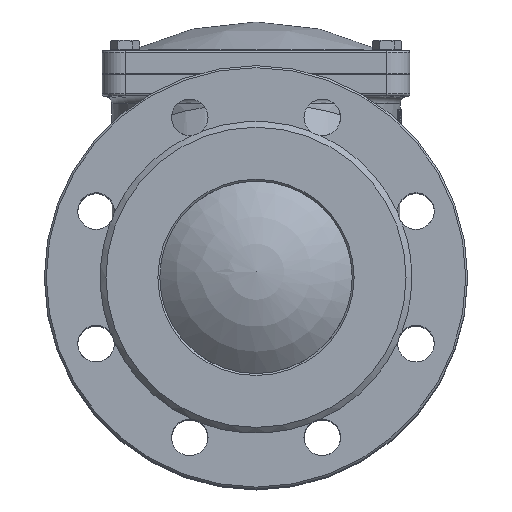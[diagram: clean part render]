
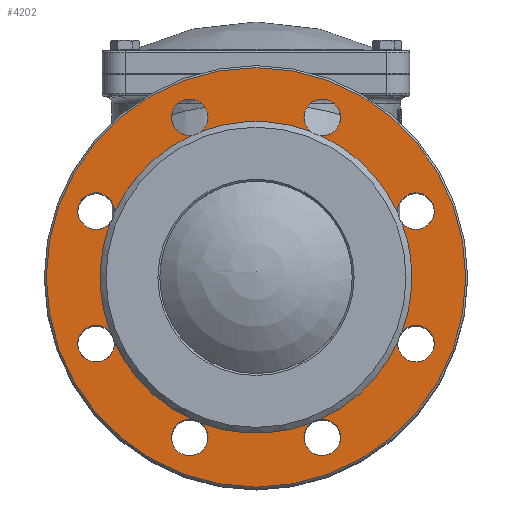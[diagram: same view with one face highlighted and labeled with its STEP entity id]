
A CAD part, top view. The second image highlights one B-rep face of the part: STEP entity #4202.
In plain terms, the highlighted planar face has unit normal (0, 0, 1).
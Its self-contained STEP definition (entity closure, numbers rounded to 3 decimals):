
#267=FACE_BOUND('',#1284,.T.);
#328=PLANE('',#4724);
#1014=FACE_OUTER_BOUND('',#1283,.T.);
#1283=EDGE_LOOP('',(#3635));
#1284=EDGE_LOOP('',(#3636,#3637,#3638,#3639,#3640,#3641,#3642,#3643,#3644,
#3645,#3646,#3647,#3648,#3649,#3650,#3651,#3652,#3653,#3654,#3655,#3656,
#3657,#3658,#3659,#3660));
#1557=CIRCLE('',#4723,109.);
#1558=CIRCLE('',#4725,81.);
#1559=CIRCLE('',#4726,9.5);
#1560=CIRCLE('',#4727,9.5);
#1561=CIRCLE('',#4728,81.);
#1562=CIRCLE('',#4729,9.5);
#1563=CIRCLE('',#4730,9.5);
#1564=CIRCLE('',#4731,81.);
#1565=CIRCLE('',#4732,9.5);
#1566=CIRCLE('',#4733,9.5);
#1567=CIRCLE('',#4734,81.);
#1568=CIRCLE('',#4735,9.5);
#1569=CIRCLE('',#4736,9.5);
#1570=CIRCLE('',#4737,81.);
#1571=CIRCLE('',#4738,9.5);
#1572=CIRCLE('',#4739,9.5);
#1573=CIRCLE('',#4740,81.);
#1574=CIRCLE('',#4741,81.);
#1575=CIRCLE('',#4742,9.5);
#1576=CIRCLE('',#4743,9.5);
#1577=CIRCLE('',#4744,81.);
#1578=CIRCLE('',#4745,9.5);
#1579=CIRCLE('',#4746,9.5);
#1580=CIRCLE('',#4747,81.);
#1581=CIRCLE('',#4748,9.5);
#1582=CIRCLE('',#4749,9.5);
#1934=VERTEX_POINT('',#8758);
#1935=VERTEX_POINT('',#8762);
#1936=VERTEX_POINT('',#8763);
#1937=VERTEX_POINT('',#8765);
#1938=VERTEX_POINT('',#8767);
#1939=VERTEX_POINT('',#8769);
#1940=VERTEX_POINT('',#8771);
#1941=VERTEX_POINT('',#8773);
#1942=VERTEX_POINT('',#8775);
#1943=VERTEX_POINT('',#8777);
#1944=VERTEX_POINT('',#8779);
#1945=VERTEX_POINT('',#8781);
#1946=VERTEX_POINT('',#8783);
#1947=VERTEX_POINT('',#8785);
#1948=VERTEX_POINT('',#8787);
#1949=VERTEX_POINT('',#8789);
#1950=VERTEX_POINT('',#8791);
#1951=VERTEX_POINT('',#8793);
#1952=VERTEX_POINT('',#8795);
#1953=VERTEX_POINT('',#8797);
#1954=VERTEX_POINT('',#8799);
#1955=VERTEX_POINT('',#8801);
#1956=VERTEX_POINT('',#8803);
#1957=VERTEX_POINT('',#8805);
#1958=VERTEX_POINT('',#8807);
#1959=VERTEX_POINT('',#8809);
#2510=EDGE_CURVE('',#1934,#1934,#1557,.T.);
#2511=EDGE_CURVE('',#1935,#1936,#1558,.T.);
#2512=EDGE_CURVE('',#1937,#1935,#1559,.T.);
#2513=EDGE_CURVE('',#1938,#1937,#1560,.T.);
#2514=EDGE_CURVE('',#1939,#1938,#1561,.T.);
#2515=EDGE_CURVE('',#1940,#1939,#1562,.T.);
#2516=EDGE_CURVE('',#1941,#1940,#1563,.T.);
#2517=EDGE_CURVE('',#1942,#1941,#1564,.T.);
#2518=EDGE_CURVE('',#1943,#1942,#1565,.T.);
#2519=EDGE_CURVE('',#1944,#1943,#1566,.T.);
#2520=EDGE_CURVE('',#1945,#1944,#1567,.T.);
#2521=EDGE_CURVE('',#1946,#1945,#1568,.T.);
#2522=EDGE_CURVE('',#1947,#1946,#1569,.T.);
#2523=EDGE_CURVE('',#1948,#1947,#1570,.T.);
#2524=EDGE_CURVE('',#1949,#1948,#1571,.T.);
#2525=EDGE_CURVE('',#1950,#1949,#1572,.T.);
#2526=EDGE_CURVE('',#1951,#1950,#1573,.T.);
#2527=EDGE_CURVE('',#1952,#1951,#1574,.T.);
#2528=EDGE_CURVE('',#1953,#1952,#1575,.T.);
#2529=EDGE_CURVE('',#1954,#1953,#1576,.T.);
#2530=EDGE_CURVE('',#1955,#1954,#1577,.T.);
#2531=EDGE_CURVE('',#1956,#1955,#1578,.T.);
#2532=EDGE_CURVE('',#1957,#1956,#1579,.T.);
#2533=EDGE_CURVE('',#1958,#1957,#1580,.T.);
#2534=EDGE_CURVE('',#1959,#1958,#1581,.T.);
#2535=EDGE_CURVE('',#1936,#1959,#1582,.T.);
#3635=ORIENTED_EDGE('',*,*,#2510,.F.);
#3636=ORIENTED_EDGE('',*,*,#2511,.F.);
#3637=ORIENTED_EDGE('',*,*,#2512,.F.);
#3638=ORIENTED_EDGE('',*,*,#2513,.F.);
#3639=ORIENTED_EDGE('',*,*,#2514,.F.);
#3640=ORIENTED_EDGE('',*,*,#2515,.F.);
#3641=ORIENTED_EDGE('',*,*,#2516,.F.);
#3642=ORIENTED_EDGE('',*,*,#2517,.F.);
#3643=ORIENTED_EDGE('',*,*,#2518,.F.);
#3644=ORIENTED_EDGE('',*,*,#2519,.F.);
#3645=ORIENTED_EDGE('',*,*,#2520,.F.);
#3646=ORIENTED_EDGE('',*,*,#2521,.F.);
#3647=ORIENTED_EDGE('',*,*,#2522,.F.);
#3648=ORIENTED_EDGE('',*,*,#2523,.F.);
#3649=ORIENTED_EDGE('',*,*,#2524,.F.);
#3650=ORIENTED_EDGE('',*,*,#2525,.F.);
#3651=ORIENTED_EDGE('',*,*,#2526,.F.);
#3652=ORIENTED_EDGE('',*,*,#2527,.F.);
#3653=ORIENTED_EDGE('',*,*,#2528,.F.);
#3654=ORIENTED_EDGE('',*,*,#2529,.F.);
#3655=ORIENTED_EDGE('',*,*,#2530,.F.);
#3656=ORIENTED_EDGE('',*,*,#2531,.F.);
#3657=ORIENTED_EDGE('',*,*,#2532,.F.);
#3658=ORIENTED_EDGE('',*,*,#2533,.F.);
#3659=ORIENTED_EDGE('',*,*,#2534,.F.);
#3660=ORIENTED_EDGE('',*,*,#2535,.F.);
#4202=ADVANCED_FACE('',(#1014,#267),#328,.F.);
#4723=AXIS2_PLACEMENT_3D('',#8760,#5806,#5807);
#4724=AXIS2_PLACEMENT_3D('',#8761,#5808,#5809);
#4725=AXIS2_PLACEMENT_3D('',#8764,#5810,#5811);
#4726=AXIS2_PLACEMENT_3D('',#8766,#5812,#5813);
#4727=AXIS2_PLACEMENT_3D('',#8768,#5814,#5815);
#4728=AXIS2_PLACEMENT_3D('',#8770,#5816,#5817);
#4729=AXIS2_PLACEMENT_3D('',#8772,#5818,#5819);
#4730=AXIS2_PLACEMENT_3D('',#8774,#5820,#5821);
#4731=AXIS2_PLACEMENT_3D('',#8776,#5822,#5823);
#4732=AXIS2_PLACEMENT_3D('',#8778,#5824,#5825);
#4733=AXIS2_PLACEMENT_3D('',#8780,#5826,#5827);
#4734=AXIS2_PLACEMENT_3D('',#8782,#5828,#5829);
#4735=AXIS2_PLACEMENT_3D('',#8784,#5830,#5831);
#4736=AXIS2_PLACEMENT_3D('',#8786,#5832,#5833);
#4737=AXIS2_PLACEMENT_3D('',#8788,#5834,#5835);
#4738=AXIS2_PLACEMENT_3D('',#8790,#5836,#5837);
#4739=AXIS2_PLACEMENT_3D('',#8792,#5838,#5839);
#4740=AXIS2_PLACEMENT_3D('',#8794,#5840,#5841);
#4741=AXIS2_PLACEMENT_3D('',#8796,#5842,#5843);
#4742=AXIS2_PLACEMENT_3D('',#8798,#5844,#5845);
#4743=AXIS2_PLACEMENT_3D('',#8800,#5846,#5847);
#4744=AXIS2_PLACEMENT_3D('',#8802,#5848,#5849);
#4745=AXIS2_PLACEMENT_3D('',#8804,#5850,#5851);
#4746=AXIS2_PLACEMENT_3D('',#8806,#5852,#5853);
#4747=AXIS2_PLACEMENT_3D('',#8808,#5854,#5855);
#4748=AXIS2_PLACEMENT_3D('',#8810,#5856,#5857);
#4749=AXIS2_PLACEMENT_3D('',#8811,#5858,#5859);
#5806=DIRECTION('center_axis',(0.,0.,-1.));
#5807=DIRECTION('ref_axis',(1.,0.,0.));
#5808=DIRECTION('center_axis',(0.,0.,-1.));
#5809=DIRECTION('ref_axis',(-1.,0.,0.));
#5810=DIRECTION('center_axis',(0.,0.,1.));
#5811=DIRECTION('ref_axis',(-1.,0.,0.));
#5812=DIRECTION('center_axis',(0.,0.,1.));
#5813=DIRECTION('ref_axis',(1.,0.,0.));
#5814=DIRECTION('center_axis',(0.,0.,1.));
#5815=DIRECTION('ref_axis',(1.,0.,0.));
#5816=DIRECTION('center_axis',(0.,0.,1.));
#5817=DIRECTION('ref_axis',(-1.,0.,0.));
#5818=DIRECTION('center_axis',(0.,0.,1.));
#5819=DIRECTION('ref_axis',(1.,0.,0.));
#5820=DIRECTION('center_axis',(0.,0.,1.));
#5821=DIRECTION('ref_axis',(1.,0.,0.));
#5822=DIRECTION('center_axis',(0.,0.,1.));
#5823=DIRECTION('ref_axis',(-1.,0.,0.));
#5824=DIRECTION('center_axis',(0.,0.,1.));
#5825=DIRECTION('ref_axis',(1.,0.,0.));
#5826=DIRECTION('center_axis',(0.,0.,1.));
#5827=DIRECTION('ref_axis',(1.,0.,0.));
#5828=DIRECTION('center_axis',(0.,0.,1.));
#5829=DIRECTION('ref_axis',(-1.,0.,0.));
#5830=DIRECTION('center_axis',(0.,0.,1.));
#5831=DIRECTION('ref_axis',(1.,0.,0.));
#5832=DIRECTION('center_axis',(0.,0.,1.));
#5833=DIRECTION('ref_axis',(1.,0.,0.));
#5834=DIRECTION('center_axis',(0.,0.,1.));
#5835=DIRECTION('ref_axis',(-1.,0.,0.));
#5836=DIRECTION('center_axis',(0.,0.,1.));
#5837=DIRECTION('ref_axis',(1.,0.,0.));
#5838=DIRECTION('center_axis',(0.,0.,1.));
#5839=DIRECTION('ref_axis',(1.,0.,0.));
#5840=DIRECTION('center_axis',(0.,0.,1.));
#5841=DIRECTION('ref_axis',(-1.,0.,0.));
#5842=DIRECTION('center_axis',(0.,0.,1.));
#5843=DIRECTION('ref_axis',(-1.,0.,0.));
#5844=DIRECTION('center_axis',(0.,0.,1.));
#5845=DIRECTION('ref_axis',(1.,0.,0.));
#5846=DIRECTION('center_axis',(0.,0.,1.));
#5847=DIRECTION('ref_axis',(1.,0.,0.));
#5848=DIRECTION('center_axis',(0.,0.,1.));
#5849=DIRECTION('ref_axis',(-1.,0.,0.));
#5850=DIRECTION('center_axis',(0.,0.,1.));
#5851=DIRECTION('ref_axis',(1.,0.,0.));
#5852=DIRECTION('center_axis',(0.,0.,1.));
#5853=DIRECTION('ref_axis',(1.,0.,0.));
#5854=DIRECTION('center_axis',(0.,0.,1.));
#5855=DIRECTION('ref_axis',(-1.,0.,0.));
#5856=DIRECTION('center_axis',(0.,0.,1.));
#5857=DIRECTION('ref_axis',(1.,0.,0.));
#5858=DIRECTION('center_axis',(0.,0.,1.));
#5859=DIRECTION('ref_axis',(1.,0.,0.));
#8758=CARTESIAN_POINT('',(-109.,0.,147.));
#8760=CARTESIAN_POINT('Origin',(0.,0.,147.));
#8761=CARTESIAN_POINT('Origin',(0.,0.,147.));
#8762=CARTESIAN_POINT('',(-73.683,-33.643,147.));
#8763=CARTESIAN_POINT('',(-33.643,-73.683,147.));
#8764=CARTESIAN_POINT('Origin',(0.,0.,147.));
#8765=CARTESIAN_POINT('',(-92.649,-34.442,147.));
#8766=CARTESIAN_POINT('Origin',(-83.149,-34.442,147.));
#8767=CARTESIAN_POINT('',(-75.891,-28.312,147.));
#8768=CARTESIAN_POINT('Origin',(-83.149,-34.442,147.));
#8769=CARTESIAN_POINT('',(-75.891,28.312,147.));
#8770=CARTESIAN_POINT('Origin',(0.,0.,147.));
#8771=CARTESIAN_POINT('',(-92.649,34.442,147.));
#8772=CARTESIAN_POINT('Origin',(-83.149,34.442,147.));
#8773=CARTESIAN_POINT('',(-73.683,33.643,147.));
#8774=CARTESIAN_POINT('Origin',(-83.149,34.442,147.));
#8775=CARTESIAN_POINT('',(-33.643,73.683,147.));
#8776=CARTESIAN_POINT('Origin',(0.,0.,147.));
#8777=CARTESIAN_POINT('',(-43.942,83.149,147.));
#8778=CARTESIAN_POINT('Origin',(-34.442,83.149,147.));
#8779=CARTESIAN_POINT('',(-28.312,75.891,147.));
#8780=CARTESIAN_POINT('Origin',(-34.442,83.149,147.));
#8781=CARTESIAN_POINT('',(28.312,75.891,147.));
#8782=CARTESIAN_POINT('Origin',(0.,0.,147.));
#8783=CARTESIAN_POINT('',(24.942,83.149,147.));
#8784=CARTESIAN_POINT('Origin',(34.442,83.149,147.));
#8785=CARTESIAN_POINT('',(33.643,73.683,147.));
#8786=CARTESIAN_POINT('Origin',(34.442,83.149,147.));
#8787=CARTESIAN_POINT('',(73.683,33.643,147.));
#8788=CARTESIAN_POINT('Origin',(0.,0.,147.));
#8789=CARTESIAN_POINT('',(73.649,34.442,147.));
#8790=CARTESIAN_POINT('Origin',(83.149,34.442,147.));
#8791=CARTESIAN_POINT('',(75.891,28.312,147.));
#8792=CARTESIAN_POINT('Origin',(83.149,34.442,147.));
#8793=CARTESIAN_POINT('',(81.,0.,147.));
#8794=CARTESIAN_POINT('Origin',(0.,0.,147.));
#8795=CARTESIAN_POINT('',(75.891,-28.312,147.));
#8796=CARTESIAN_POINT('Origin',(0.,0.,147.));
#8797=CARTESIAN_POINT('',(73.649,-34.442,147.));
#8798=CARTESIAN_POINT('Origin',(83.149,-34.442,147.));
#8799=CARTESIAN_POINT('',(73.683,-33.643,147.));
#8800=CARTESIAN_POINT('Origin',(83.149,-34.442,147.));
#8801=CARTESIAN_POINT('',(33.643,-73.683,147.));
#8802=CARTESIAN_POINT('Origin',(0.,0.,147.));
#8803=CARTESIAN_POINT('',(24.942,-83.149,147.));
#8804=CARTESIAN_POINT('Origin',(34.442,-83.149,147.));
#8805=CARTESIAN_POINT('',(28.312,-75.891,147.));
#8806=CARTESIAN_POINT('Origin',(34.442,-83.149,147.));
#8807=CARTESIAN_POINT('',(-28.312,-75.891,147.));
#8808=CARTESIAN_POINT('Origin',(0.,0.,147.));
#8809=CARTESIAN_POINT('',(-43.942,-83.149,147.));
#8810=CARTESIAN_POINT('Origin',(-34.442,-83.149,147.));
#8811=CARTESIAN_POINT('Origin',(-34.442,-83.149,147.));
